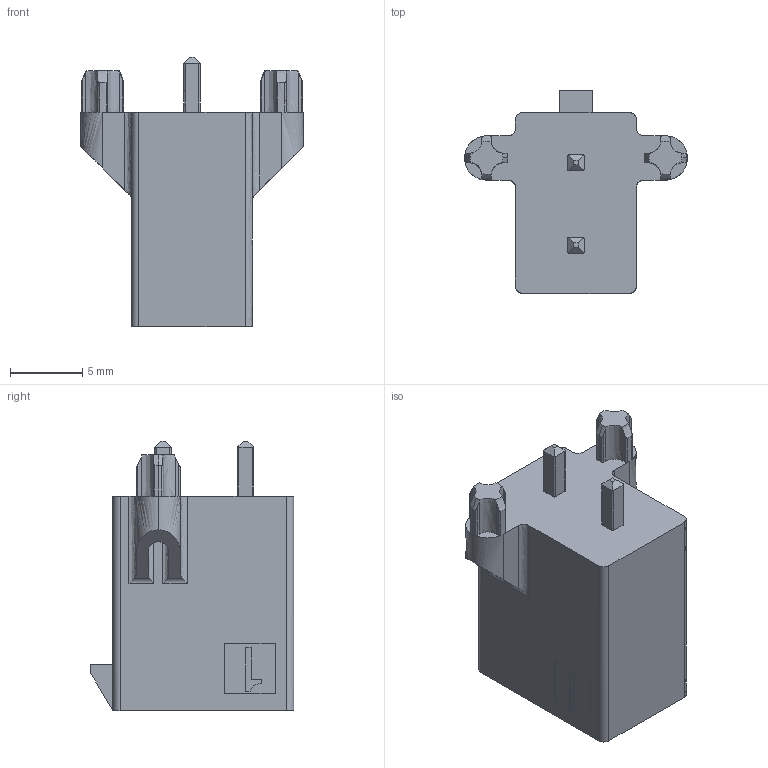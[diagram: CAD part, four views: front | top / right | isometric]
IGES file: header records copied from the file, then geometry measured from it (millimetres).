
Start section: 3D InterOp IGES (v. 2025 1.0.0), Spatial Corp. Copyright (c) 1999-2020.
Global section: file name: 0768290002.igs; native system: Spatial Corp.; preprocessor: 3D InterOp ACIS/IGES; author: TraceParts; organization: TraceParts S.A.S.; date: 20260225.031822; units: millimetre
Bounding box: 15.39 x 14.03 x 18.58 mm (x, y, z)
Volume: 1012.1 mm3; surface area: 1634.7 mm2
Topology: 1 solids, 1 shells, 254 faces, 726 edges, 482 vertices
Faces by surface type: bspline 254
